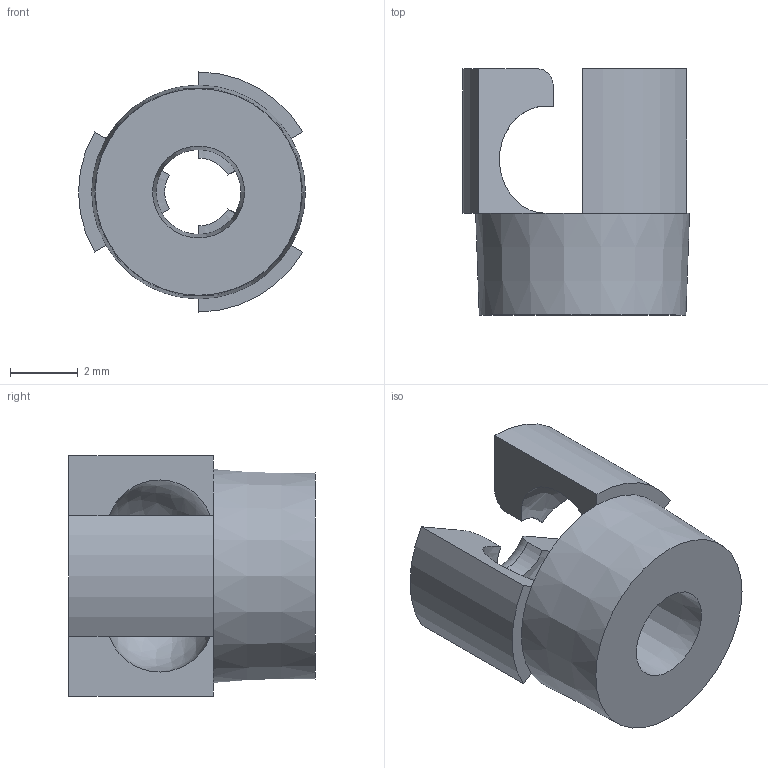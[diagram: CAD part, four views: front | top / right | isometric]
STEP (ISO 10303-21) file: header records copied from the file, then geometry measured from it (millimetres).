
FILE_DESCRIPTION(/* description */ (''),/* implementation_level */ '2;1');
FILE_NAME(/* name */ '20_Cube_Insert_Lightsheet_FEPTube_Rotating_hollomotor_bearinginsert_v1.ipt.step',/* time_stamp */ '2022-11-29T08:04:46+01:00',/* author */ ('Prakash Lab'),/* organization */ (''),/* preprocessor_version */ 'ST-DEVELOPER v18.1',/* originating_system */ 'Autodesk Inventor 2022',/* authorisation */ '');
FILE_SCHEMA (('AUTOMOTIVE_DESIGN { 1 0 10303 214 3 1 1 }'));
Length unit declared in the file: millimetre
Products named in the file (1): 20_Cube_Insert_Lightsheet_FEPTube_Rotating_hollomotor_bearinginsert_v
1
Bounding box: 6.69 x 7.25 x 7.07 mm (x, y, z)
Volume: 124.6 mm3; surface area: 264 mm2
Topology: 1 solids, 1 shells, 30 faces, 75 edges, 46 vertices
Faces by surface type: plane 16, cylinder 6, torus 3, bspline 3, cone 2
Entity records: 1010 total; most frequent: CARTESIAN_POINT 213, DIRECTION 174, ORIENTED_EDGE 150, EDGE_CURVE 75, AXIS2_PLACEMENT_3D 71, VERTEX_POINT 46, CIRCLE 43, LINE 32
